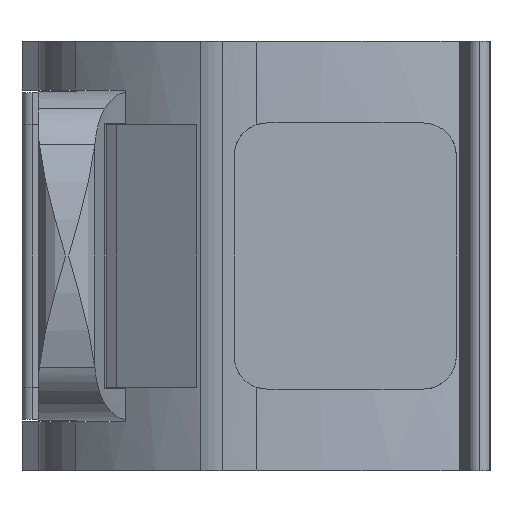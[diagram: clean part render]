
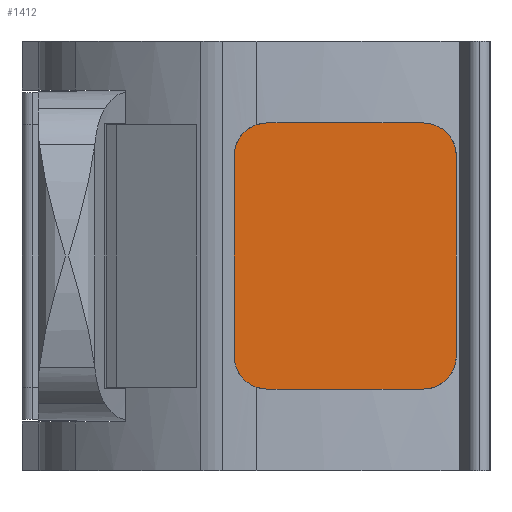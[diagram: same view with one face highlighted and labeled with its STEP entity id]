
A CAD part, left-side view. The second image highlights one B-rep face of the part: STEP entity #1412.
In plain terms, the highlighted planar face has unit normal (-1, 0, 0).
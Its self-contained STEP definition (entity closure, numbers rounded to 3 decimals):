
#20 = DIRECTION ( 'NONE',  ( 0., 0., -1. ) ) ;
#80 = LINE ( 'NONE', #2942, #1530 ) ;
#81 = VERTEX_POINT ( 'NONE', #3335 ) ;
#196 = LINE ( 'NONE', #5690, #4581 ) ;
#441 = CIRCLE ( 'NONE', #2291, 0.6 ) ;
#452 = VERTEX_POINT ( 'NONE', #1560 ) ;
#502 = CARTESIAN_POINT ( 'NONE',  ( -15.65, 4.7, 2.105 ) ) ;
#629 = CARTESIAN_POINT ( 'NONE',  ( -15.65, 1.22, 5.795 ) ) ;
#731 = VERTEX_POINT ( 'NONE', #5675 ) ;
#739 = CARTESIAN_POINT ( 'NONE',  ( -15.65, 1.22, 2.105 ) ) ;
#856 = EDGE_CURVE ( 'NONE', #4005, #4077, #80, .T. ) ;
#892 = VERTEX_POINT ( 'NONE', #1506 ) ;
#931 = DIRECTION ( 'NONE',  ( 0., 0., 1. ) ) ;
#1346 = AXIS2_PLACEMENT_3D ( 'NONE', #2399, #3322, #20 ) ;
#1412 = ADVANCED_FACE ( 'NONE', ( #1871 ), #1416, .F. ) ;
#1416 = PLANE ( 'NONE',  #4788 ) ;
#1427 = EDGE_CURVE ( 'NONE', #731, #81, #5145, .T. ) ;
#1506 = CARTESIAN_POINT ( 'NONE',  ( -15.65, 1.22, 1.505 ) ) ;
#1530 = VECTOR ( 'NONE', #5208, 1000. ) ;
#1560 = CARTESIAN_POINT ( 'NONE',  ( -15.65, 4.1, 1.505 ) ) ;
#1688 = DIRECTION ( 'NONE',  ( 1., 0., 0. ) ) ;
#1692 = CARTESIAN_POINT ( 'NONE',  ( -15.65, 4.7, 2.105 ) ) ;
#1808 = DIRECTION ( 'NONE',  ( 0., -1., 0. ) ) ;
#1871 = FACE_OUTER_BOUND ( 'NONE', #5805, .T. ) ;
#1941 = EDGE_CURVE ( 'NONE', #452, #2961, #3202, .T. ) ;
#1961 = DIRECTION ( 'NONE',  ( 0., 1., 0. ) ) ;
#2279 = DIRECTION ( 'NONE',  ( 1., 0., 0. ) ) ;
#2291 = AXIS2_PLACEMENT_3D ( 'NONE', #629, #2424, #3501 ) ;
#2399 = CARTESIAN_POINT ( 'NONE',  ( -15.65, 4.1, 2.105 ) ) ;
#2424 = DIRECTION ( 'NONE',  ( 1., 0., 0. ) ) ;
#2471 = EDGE_CURVE ( 'NONE', #81, #892, #3929, .T. ) ;
#2542 = ORIENTED_EDGE ( 'NONE', *, *, #1427, .F. ) ;
#2599 = DIRECTION ( 'NONE',  ( 1., 0., 0. ) ) ;
#2708 = ORIENTED_EDGE ( 'NONE', *, *, #2471, .F. ) ;
#2764 = EDGE_CURVE ( 'NONE', #4077, #731, #441, .T. ) ;
#2866 = AXIS2_PLACEMENT_3D ( 'NONE', #739, #2599, #1808 ) ;
#2878 = CARTESIAN_POINT ( 'NONE',  ( -15.65, 4.1, 6.395 ) ) ;
#2879 = CARTESIAN_POINT ( 'NONE',  ( -15.65, 4.1, 5.795 ) ) ;
#2942 = CARTESIAN_POINT ( 'NONE',  ( -15.65, 4.1, 6.395 ) ) ;
#2961 = VERTEX_POINT ( 'NONE', #1692 ) ;
#3202 = CIRCLE ( 'NONE', #1346, 0.6 ) ;
#3322 = DIRECTION ( 'NONE',  ( 1., 0., 0. ) ) ;
#3324 = ORIENTED_EDGE ( 'NONE', *, *, #1941, .F. ) ;
#3335 = CARTESIAN_POINT ( 'NONE',  ( -15.65, 0.62, 2.105 ) ) ;
#3399 = CARTESIAN_POINT ( 'NONE',  ( -15.65, 1.22, 6.395 ) ) ;
#3501 = DIRECTION ( 'NONE',  ( 0., 0., 1. ) ) ;
#3505 = CIRCLE ( 'NONE', #5737, 0.6 ) ;
#3542 = ORIENTED_EDGE ( 'NONE', *, *, #2764, .F. ) ;
#3703 = DIRECTION ( 'NONE',  ( 0., 0., -1. ) ) ;
#3761 = DIRECTION ( 'NONE',  ( 0., 0., -1. ) ) ;
#3808 = VECTOR ( 'NONE', #3703, 1000. ) ;
#3811 = EDGE_CURVE ( 'NONE', #2961, #4346, #5574, .T. ) ;
#3929 = CIRCLE ( 'NONE', #2866, 0.6 ) ;
#3981 = EDGE_CURVE ( 'NONE', #892, #452, #196, .T. ) ;
#4005 = VERTEX_POINT ( 'NONE', #2878 ) ;
#4077 = VERTEX_POINT ( 'NONE', #3399 ) ;
#4131 = CARTESIAN_POINT ( 'NONE',  ( -15.65, 0.62, 5.795 ) ) ;
#4346 = VERTEX_POINT ( 'NONE', #4721 ) ;
#4525 = DIRECTION ( 'NONE',  ( 0., 1., 0. ) ) ;
#4528 = ORIENTED_EDGE ( 'NONE', *, *, #3811, .F. ) ;
#4581 = VECTOR ( 'NONE', #1961, 1000. ) ;
#4721 = CARTESIAN_POINT ( 'NONE',  ( -15.65, 4.7, 5.795 ) ) ;
#4788 = AXIS2_PLACEMENT_3D ( 'NONE', #2879, #2279, #3761 ) ;
#4962 = CARTESIAN_POINT ( 'NONE',  ( -15.65, 4.1, 5.795 ) ) ;
#5145 = LINE ( 'NONE', #4131, #3808 ) ;
#5208 = DIRECTION ( 'NONE',  ( 0., -1., 0. ) ) ;
#5334 = VECTOR ( 'NONE', #931, 1000. ) ;
#5408 = EDGE_CURVE ( 'NONE', #4346, #4005, #3505, .T. ) ;
#5445 = ORIENTED_EDGE ( 'NONE', *, *, #856, .F. ) ;
#5574 = LINE ( 'NONE', #502, #5334 ) ;
#5675 = CARTESIAN_POINT ( 'NONE',  ( -15.65, 0.62, 5.795 ) ) ;
#5690 = CARTESIAN_POINT ( 'NONE',  ( -15.65, 1.22, 1.505 ) ) ;
#5737 = AXIS2_PLACEMENT_3D ( 'NONE', #4962, #1688, #4525 ) ;
#5805 = EDGE_LOOP ( 'NONE', ( #6040, #4528, #3324, #5982, #2708, #2542, #3542, #5445 ) ) ;
#5982 = ORIENTED_EDGE ( 'NONE', *, *, #3981, .F. ) ;
#6040 = ORIENTED_EDGE ( 'NONE', *, *, #5408, .F. ) ;
